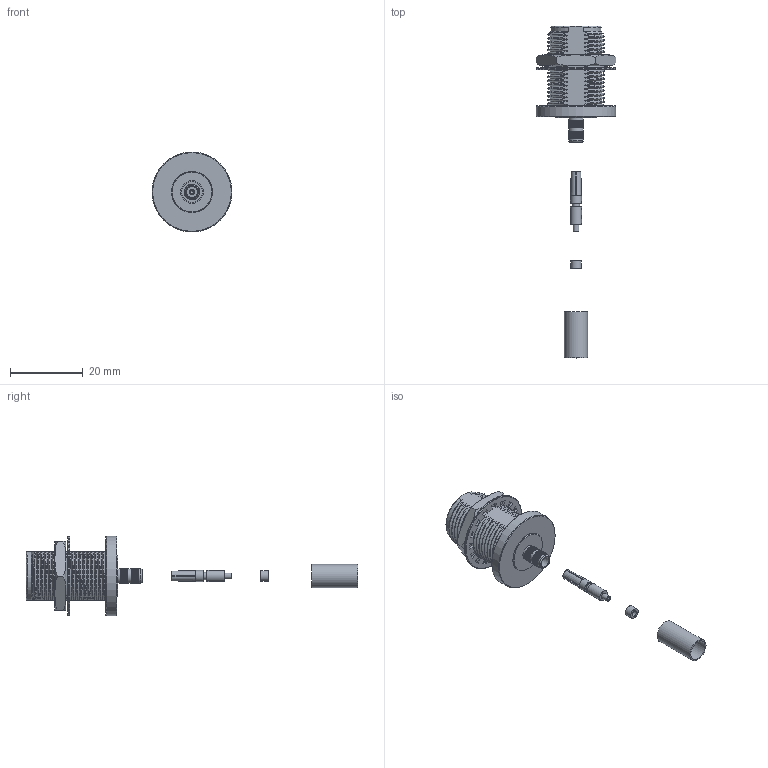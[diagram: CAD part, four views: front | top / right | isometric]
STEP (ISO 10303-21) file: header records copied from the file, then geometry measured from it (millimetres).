
FILE_DESCRIPTION(/* description */ ('Unknown'),/* implementation_level */ '2;1');
FILE_NAME(/* name */ '60426522411120',/* time_stamp */ '2022-03-29T10:38:28+02:00',/* author */ ('Unknown'),/* organization */ ('Unknown'),/* preprocessor_version */ 'ST-DEVELOPER v16.7',/* originating_system */ 'Solid Edge',/* authorisation */ 'Unknown');
FILE_SCHEMA (('AUTOMOTIVE_DESIGN {1 0 10303 214 3 1 1}'));
Products named in the file (1): 60426522411120
Bounding box: 22 x 91.36 x 22 mm (x, y, z)
Volume: 4685 mm3; surface area: 6698.7 mm2
Topology: 9 solids, 9 shells, 1917 faces, 4130 edges, 2241 vertices
Faces by surface type: bspline 1239, cylinder 461, plane 181, cone 32, torus 4
Full cylindrical faces by diameter (mm): 1 x1, 1.1 x1, 1.6 x2, 1.75 x1, 2 x1, 2.95 x1, 3.04 x2, 3.1 x2, 4.07 x3, 5.6 x1, 6.35 x1, 7 x1, 7.35 x2, 8.6 x1, 10.15 x2, 11.2 x1, 11.3 x2, 15.8 x1, 20 x2, 22 x2
Entity records: 181922 total; most frequent: CARTESIAN_POINT 154683, ORIENTED_EDGE 8108, EDGE_CURVE 4054, DIRECTION 2503, VERTEX_POINT 2219, FACE_BOUND 1995, EDGE_LOOP 1993, ADVANCED_FACE 1916
